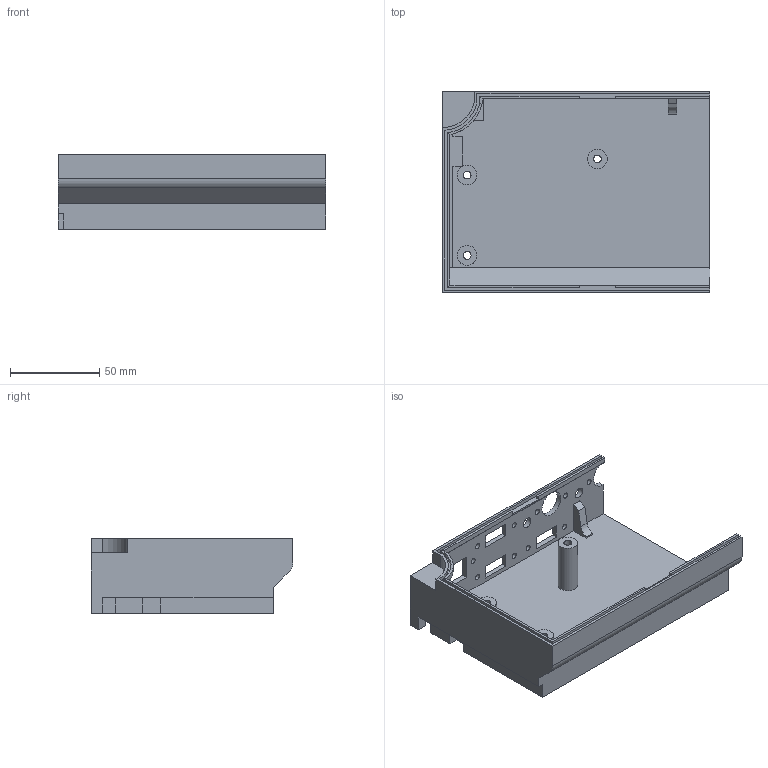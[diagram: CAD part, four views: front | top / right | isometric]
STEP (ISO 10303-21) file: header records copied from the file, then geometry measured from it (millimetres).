
FILE_DESCRIPTION(('FreeCAD Model'),'2;1');
FILE_NAME('Open CASCADE Shape Model','2024-04-20T00:50:55',(''),(''), 'Open CASCADE STEP processor 7.6','FreeCAD','Unknown');
FILE_SCHEMA(('AUTOMOTIVE_DESIGN { 1 0 10303 214 1 1 1 1 }'));
Length unit declared in the file: millimetre
Products named in the file (1): BottomLeft Body
Bounding box: 149.95 x 113 x 42 mm (x, y, z)
Volume: 103200.9 mm3; surface area: 71445.2 mm2
Topology: 1 solids, 1 shells, 131 faces, 360 edges, 233 vertices
Faces by surface type: plane 95, cylinder 30, cone 3, bspline 3
Full cylindrical faces by diameter (mm): 3.2 x11, 4.4 x3, 6 x2, 11 x3, 15 x1
Entity records: 4575 total; most frequent: CARTESIAN_POINT 1117, ORIENTED_EDGE 720, DIRECTION 671, EDGE_CURVE 360, LINE 281, VECTOR 281, VERTEX_POINT 233, AXIS2_PLACEMENT_3D 195
